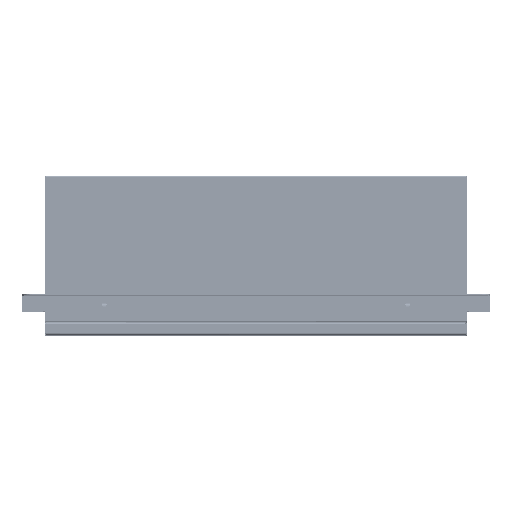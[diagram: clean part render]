
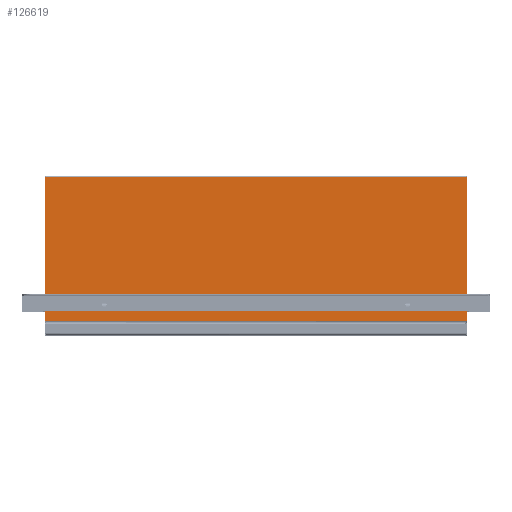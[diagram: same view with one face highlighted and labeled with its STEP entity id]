
A CAD part, top view. The second image highlights one B-rep face of the part: STEP entity #126619.
In plain terms, the highlighted planar face has unit normal (0, 0, 1).
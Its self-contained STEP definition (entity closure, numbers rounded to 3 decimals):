
#2545 = VERTEX_POINT ( 'NONE', #146895 ) ;
#2832 = EDGE_LOOP ( 'NONE', ( #123835, #81476 ) ) ;
#6952 = EDGE_CURVE ( 'NONE', #80074, #2545, #37513, .T. ) ;
#8140 = LINE ( 'NONE', #36738, #110052 ) ;
#8556 = AXIS2_PLACEMENT_3D ( 'NONE', #21199, #143296, #158867 ) ;
#9594 = CARTESIAN_POINT ( 'NONE',  ( -421.987, -20.887, 318.568 ) ) ;
#13023 = DIRECTION ( 'NONE',  ( 1., 0., 0. ) ) ;
#13686 = DIRECTION ( 'NONE',  ( 0., 0., 1. ) ) ;
#19340 = ORIENTED_EDGE ( 'NONE', *, *, #48837, .T. ) ;
#20234 = EDGE_CURVE ( 'NONE', #41182, #164959, #101223, .T. ) ;
#21199 = CARTESIAN_POINT ( 'NONE',  ( -12.387, -20.687, 318.568 ) ) ;
#21402 = ORIENTED_EDGE ( 'NONE', *, *, #52294, .F. ) ;
#21435 = LINE ( 'NONE', #105825, #147534 ) ;
#22735 = DIRECTION ( 'NONE',  ( 0., 0., 1. ) ) ;
#24567 = EDGE_CURVE ( 'NONE', #88334, #68936, #68979, .T. ) ;
#24916 = ORIENTED_EDGE ( 'NONE', *, *, #24567, .F. ) ;
#25144 = CIRCLE ( 'NONE', #117399, 2.2 ) ;
#25370 = DIRECTION ( 'NONE',  ( 1., 0., 0. ) ) ;
#27192 = VERTEX_POINT ( 'NONE', #70781 ) ;
#28451 = CARTESIAN_POINT ( 'NONE',  ( -10.987, -160.687, 318.568 ) ) ;
#29727 = EDGE_CURVE ( 'NONE', #98391, #184517, #59863, .T. ) ;
#29768 = VERTEX_POINT ( 'NONE', #184606 ) ;
#29769 = CARTESIAN_POINT ( 'NONE',  ( -420.587, -20.887, 318.568 ) ) ;
#30529 = DIRECTION ( 'NONE',  ( 0., 0., 1. ) ) ;
#33305 = DIRECTION ( 'NONE',  ( 1., 0., 0. ) ) ;
#33327 = VECTOR ( 'NONE', #201445, 1000. ) ;
#36738 = CARTESIAN_POINT ( 'NONE',  ( -10.987, -160.687, 318.568 ) ) ;
#37513 = LINE ( 'NONE', #41764, #188159 ) ;
#38751 = CARTESIAN_POINT ( 'NONE',  ( -66.787, -144.987, 318.568 ) ) ;
#39541 = FACE_BOUND ( 'NONE', #2832, .T. ) ;
#41182 = VERTEX_POINT ( 'NONE', #101095 ) ;
#41764 = CARTESIAN_POINT ( 'NONE',  ( -421.987, -160.687, 318.568 ) ) ;
#42035 = LINE ( 'NONE', #108673, #63812 ) ;
#43720 = EDGE_CURVE ( 'NONE', #68936, #197872, #8140, .T. ) ;
#47425 = DIRECTION ( 'NONE',  ( 0., -1., 0. ) ) ;
#47478 = EDGE_CURVE ( 'NONE', #184517, #80074, #42035, .T. ) ;
#48837 = EDGE_CURVE ( 'NONE', #2545, #197872, #21435, .T. ) ;
#52294 = EDGE_CURVE ( 'NONE', #191530, #29768, #99767, .T. ) ;
#54436 = EDGE_CURVE ( 'NONE', #164959, #41182, #25144, .T. ) ;
#58327 = DIRECTION ( 'NONE',  ( 0., 0., 1. ) ) ;
#59863 = LINE ( 'NONE', #29769, #81620 ) ;
#63812 = VECTOR ( 'NONE', #167048, 1000. ) ;
#65141 = ORIENTED_EDGE ( 'NONE', *, *, #43720, .F. ) ;
#65203 = CARTESIAN_POINT ( 'NONE',  ( -12.387, -20.887, 318.568 ) ) ;
#65575 = EDGE_CURVE ( 'NONE', #29768, #191530, #171639, .T. ) ;
#68936 = VERTEX_POINT ( 'NONE', #28451 ) ;
#68979 = LINE ( 'NONE', #108444, #88409 ) ;
#69301 = ORIENTED_EDGE ( 'NONE', *, *, #47478, .T. ) ;
#70781 = CARTESIAN_POINT ( 'NONE',  ( -12.387, -20.887, 318.568 ) ) ;
#77361 = CARTESIAN_POINT ( 'NONE',  ( -363.987, -144.987, 318.568 ) ) ;
#80074 = VERTEX_POINT ( 'NONE', #182973 ) ;
#81476 = ORIENTED_EDGE ( 'NONE', *, *, #20234, .F. ) ;
#81620 = VECTOR ( 'NONE', #197572, 1000. ) ;
#82888 = PLANE ( 'NONE',  #8556 ) ;
#83356 = CARTESIAN_POINT ( 'NONE',  ( -10.987, -20.887, 318.568 ) ) ;
#86874 = ORIENTED_EDGE ( 'NONE', *, *, #65575, .F. ) ;
#88174 = DIRECTION ( 'NONE',  ( 1., 0., 0. ) ) ;
#88334 = VERTEX_POINT ( 'NONE', #83356 ) ;
#88409 = VECTOR ( 'NONE', #47425, 1000. ) ;
#90892 = DIRECTION ( 'NONE',  ( 1., 0., 0. ) ) ;
#93391 = CARTESIAN_POINT ( 'NONE',  ( -12.387, -20.887, 318.568 ) ) ;
#98391 = VERTEX_POINT ( 'NONE', #184345 ) ;
#99767 = CIRCLE ( 'NONE', #112937, 2.2 ) ;
#101095 = CARTESIAN_POINT ( 'NONE',  ( -71.187, -144.987, 318.568 ) ) ;
#101223 = CIRCLE ( 'NONE', #144303, 2.2 ) ;
#105163 = CARTESIAN_POINT ( 'NONE',  ( -363.987, -144.987, 318.568 ) ) ;
#105825 = CARTESIAN_POINT ( 'NONE',  ( -420.587, -160.687, 318.568 ) ) ;
#108433 = ORIENTED_EDGE ( 'NONE', *, *, #123642, .F. ) ;
#108444 = CARTESIAN_POINT ( 'NONE',  ( -10.987, -20.887, 318.568 ) ) ;
#108673 = CARTESIAN_POINT ( 'NONE',  ( -421.987, -20.887, 318.568 ) ) ;
#109935 = FACE_OUTER_BOUND ( 'NONE', #154919, .T. ) ;
#110052 = VECTOR ( 'NONE', #132349, 1000. ) ;
#110232 = EDGE_CURVE ( 'NONE', #27192, #88334, #115828, .T. ) ;
#112937 = AXIS2_PLACEMENT_3D ( 'NONE', #77361, #30529, #139075 ) ;
#115828 = LINE ( 'NONE', #93391, #33327 ) ;
#117399 = AXIS2_PLACEMENT_3D ( 'NONE', #179491, #22735, #25370 ) ;
#123642 = EDGE_CURVE ( 'NONE', #98391, #27192, #154699, .T. ) ;
#123835 = ORIENTED_EDGE ( 'NONE', *, *, #54436, .F. ) ;
#126619 = ADVANCED_FACE ( 'NONE', ( #39541, #185284, #109935 ), #82888, .F. ) ;
#128573 = AXIS2_PLACEMENT_3D ( 'NONE', #105163, #13686, #90892 ) ;
#130864 = ORIENTED_EDGE ( 'NONE', *, *, #29727, .T. ) ;
#132349 = DIRECTION ( 'NONE',  ( -1., 0., 0. ) ) ;
#134988 = CARTESIAN_POINT ( 'NONE',  ( -68.987, -144.987, 318.568 ) ) ;
#139075 = DIRECTION ( 'NONE',  ( 1., 0., 0. ) ) ;
#143256 = EDGE_LOOP ( 'NONE', ( #21402, #86874 ) ) ;
#143296 = DIRECTION ( 'NONE',  ( 0., 0., -1. ) ) ;
#144303 = AXIS2_PLACEMENT_3D ( 'NONE', #134988, #58327, #88174 ) ;
#146895 = CARTESIAN_POINT ( 'NONE',  ( -420.587, -160.687, 318.568 ) ) ;
#147534 = VECTOR ( 'NONE', #13023, 1000. ) ;
#150489 = ORIENTED_EDGE ( 'NONE', *, *, #110232, .F. ) ;
#153649 = ORIENTED_EDGE ( 'NONE', *, *, #6952, .T. ) ;
#154699 = LINE ( 'NONE', #65203, #178938 ) ;
#154919 = EDGE_LOOP ( 'NONE', ( #19340, #65141, #24916, #150489, #108433, #130864, #69301, #153649 ) ) ;
#158867 = DIRECTION ( 'NONE',  ( 0., 1., 0. ) ) ;
#164959 = VERTEX_POINT ( 'NONE', #38751 ) ;
#167048 = DIRECTION ( 'NONE',  ( 0., -1., 0. ) ) ;
#171639 = CIRCLE ( 'NONE', #128573, 2.2 ) ;
#178938 = VECTOR ( 'NONE', #33305, 1000. ) ;
#179491 = CARTESIAN_POINT ( 'NONE',  ( -68.987, -144.987, 318.568 ) ) ;
#179583 = DIRECTION ( 'NONE',  ( 1., 0., 0. ) ) ;
#182973 = CARTESIAN_POINT ( 'NONE',  ( -421.987, -160.687, 318.568 ) ) ;
#184345 = CARTESIAN_POINT ( 'NONE',  ( -420.587, -20.887, 318.568 ) ) ;
#184517 = VERTEX_POINT ( 'NONE', #9594 ) ;
#184606 = CARTESIAN_POINT ( 'NONE',  ( -366.187, -144.987, 318.568 ) ) ;
#185284 = FACE_BOUND ( 'NONE', #143256, .T. ) ;
#188159 = VECTOR ( 'NONE', #179583, 1000. ) ;
#191420 = CARTESIAN_POINT ( 'NONE',  ( -361.787, -144.987, 318.568 ) ) ;
#191530 = VERTEX_POINT ( 'NONE', #191420 ) ;
#195234 = CARTESIAN_POINT ( 'NONE',  ( -12.387, -160.687, 318.568 ) ) ;
#197572 = DIRECTION ( 'NONE',  ( -1., 0., 0. ) ) ;
#197872 = VERTEX_POINT ( 'NONE', #195234 ) ;
#201445 = DIRECTION ( 'NONE',  ( 1., 0., 0. ) ) ;
